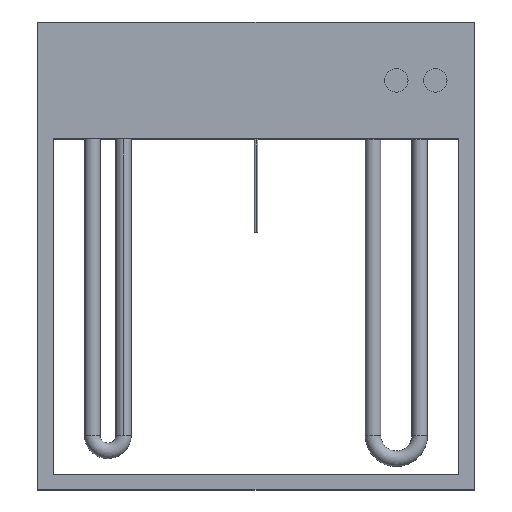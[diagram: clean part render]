
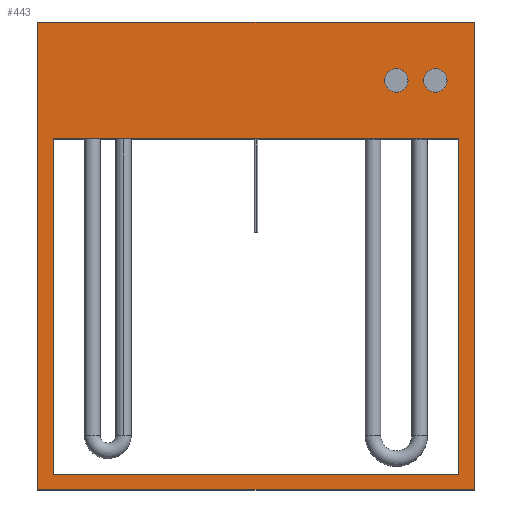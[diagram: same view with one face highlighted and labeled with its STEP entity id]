
A CAD part, top view. The second image highlights one B-rep face of the part: STEP entity #443.
In plain terms, the highlighted planar face has unit normal (0, 0, 1).
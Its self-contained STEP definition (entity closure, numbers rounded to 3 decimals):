
#3 = VERTEX_POINT ( 'NONE', #728 ) ;
#4 = CARTESIAN_POINT ( 'NONE',  ( 180., 225., 160. ) ) ;
#5 = DIRECTION ( 'NONE',  ( 1., 0., 0. ) ) ;
#31 = LINE ( 'NONE', #320, #105 ) ;
#35 = VECTOR ( 'NONE', #5, 1000. ) ;
#40 = CARTESIAN_POINT ( 'NONE',  ( 180., 225., 160. ) ) ;
#54 = ORIENTED_EDGE ( 'NONE', *, *, #586, .F. ) ;
#64 = ORIENTED_EDGE ( 'NONE', *, *, #464, .T. ) ;
#67 = EDGE_CURVE ( 'NONE', #756, #3, #723, .T. ) ;
#75 = AXIS2_PLACEMENT_3D ( 'NONE', #4, #157, #294 ) ;
#80 = FACE_OUTER_BOUND ( 'NONE', #121, .T. ) ;
#95 = ORIENTED_EDGE ( 'NONE', *, *, #143, .F. ) ;
#105 = VECTOR ( 'NONE', #541, 1000. ) ;
#115 = CARTESIAN_POINT ( 'NONE',  ( 260., -280., 160. ) ) ;
#121 = EDGE_LOOP ( 'NONE', ( #299, #855, #54, #136 ) ) ;
#136 = ORIENTED_EDGE ( 'NONE', *, *, #544, .F. ) ;
#143 = EDGE_CURVE ( 'NONE', #609, #637, #495, .T. ) ;
#157 = DIRECTION ( 'NONE',  ( 0., 0., 1. ) ) ;
#160 = DIRECTION ( 'NONE',  ( 1., 0., 0. ) ) ;
#165 = PLANE ( 'NONE',  #229 ) ;
#183 = VERTEX_POINT ( 'NONE', #440 ) ;
#198 = VERTEX_POINT ( 'NONE', #892 ) ;
#206 = DIRECTION ( 'NONE',  ( 1., 0., 0. ) ) ;
#212 = VERTEX_POINT ( 'NONE', #833 ) ;
#222 = EDGE_CURVE ( 'NONE', #272, #198, #31, .T. ) ;
#227 = DIRECTION ( 'NONE',  ( 0., -1., 0. ) ) ;
#229 = AXIS2_PLACEMENT_3D ( 'NONE', #685, #603, #160 ) ;
#231 = AXIS2_PLACEMENT_3D ( 'NONE', #295, #667, #519 ) ;
#237 = LINE ( 'NONE', #819, #509 ) ;
#238 = CARTESIAN_POINT ( 'NONE',  ( 260., 150., 160. ) ) ;
#272 = VERTEX_POINT ( 'NONE', #238 ) ;
#293 = VECTOR ( 'NONE', #889, 1000. ) ;
#294 = DIRECTION ( 'NONE',  ( 1., 0., 0. ) ) ;
#295 = CARTESIAN_POINT ( 'NONE',  ( 230., 225., 160. ) ) ;
#299 = ORIENTED_EDGE ( 'NONE', *, *, #634, .T. ) ;
#300 = LINE ( 'NONE', #671, #35 ) ;
#306 = CARTESIAN_POINT ( 'NONE',  ( 280., 300., 160. ) ) ;
#312 = VERTEX_POINT ( 'NONE', #415 ) ;
#320 = CARTESIAN_POINT ( 'NONE',  ( 260., -280., 160. ) ) ;
#330 = ORIENTED_EDGE ( 'NONE', *, *, #674, .T. ) ;
#353 = VERTEX_POINT ( 'NONE', #642 ) ;
#372 = VECTOR ( 'NONE', #227, 1000. ) ;
#389 = VECTOR ( 'NONE', #611, 1000. ) ;
#405 = VECTOR ( 'NONE', #206, 1000. ) ;
#407 = DIRECTION ( 'NONE',  ( -1., 0., 0. ) ) ;
#409 = ORIENTED_EDGE ( 'NONE', *, *, #914, .F. ) ;
#415 = CARTESIAN_POINT ( 'NONE',  ( 245., 225., 160. ) ) ;
#417 = DIRECTION ( 'NONE',  ( 1., 0., 0. ) ) ;
#420 = DIRECTION ( 'NONE',  ( 0., 0., 1. ) ) ;
#422 = CIRCLE ( 'NONE', #786, 15. ) ;
#427 = FACE_BOUND ( 'NONE', #876, .T. ) ;
#440 = CARTESIAN_POINT ( 'NONE',  ( -260., -280., 160. ) ) ;
#443 = ADVANCED_FACE ( 'Y�z2', ( #638, #920, #427, #80 ), #165, .T. ) ;
#449 = CARTESIAN_POINT ( 'NONE',  ( 165., 225., 160. ) ) ;
#453 = EDGE_LOOP ( 'NONE', ( #517, #95 ) ) ;
#454 = CARTESIAN_POINT ( 'NONE',  ( 195., 225., 160. ) ) ;
#455 = LINE ( 'NONE', #607, #389 ) ;
#464 = EDGE_CURVE ( 'NONE', #183, #353, #455, .T. ) ;
#495 = CIRCLE ( 'NONE', #75, 15. ) ;
#504 = EDGE_CURVE ( 'NONE', #353, #272, #237, .T. ) ;
#509 = VECTOR ( 'NONE', #534, 1000. ) ;
#510 = AXIS2_PLACEMENT_3D ( 'NONE', #40, #760, #417 ) ;
#512 = ORIENTED_EDGE ( 'NONE', *, *, #504, .T. ) ;
#517 = ORIENTED_EDGE ( 'NONE', *, *, #715, .F. ) ;
#519 = DIRECTION ( 'NONE',  ( 1., 0., 0. ) ) ;
#533 = CARTESIAN_POINT ( 'NONE',  ( 215., 225., 160. ) ) ;
#534 = DIRECTION ( 'NONE',  ( 1., 0., 0. ) ) ;
#540 = VERTEX_POINT ( 'NONE', #533 ) ;
#541 = DIRECTION ( 'NONE',  ( 0., -1., 0. ) ) ;
#543 = CARTESIAN_POINT ( 'NONE',  ( -280., -300., 160. ) ) ;
#544 = EDGE_CURVE ( 'Kenar2', #212, #791, #300, .T. ) ;
#586 = EDGE_CURVE ( 'NONE', #791, #3, #589, .T. ) ;
#589 = LINE ( 'NONE', #306, #293 ) ;
#603 = DIRECTION ( 'NONE',  ( 0., 0., 1. ) ) ;
#607 = CARTESIAN_POINT ( 'NONE',  ( -260., -280., 160. ) ) ;
#609 = VERTEX_POINT ( 'NONE', #454 ) ;
#611 = DIRECTION ( 'NONE',  ( 0., 1., 0. ) ) ;
#634 = EDGE_CURVE ( 'NONE', #212, #756, #668, .T. ) ;
#637 = VERTEX_POINT ( 'NONE', #449 ) ;
#638 = FACE_BOUND ( 'NONE', #683, .T. ) ;
#639 = CARTESIAN_POINT ( 'NONE',  ( -280., -300., 160. ) ) ;
#642 = CARTESIAN_POINT ( 'NONE',  ( -260., 150., 160. ) ) ;
#652 = DIRECTION ( 'NONE',  ( 1., 0., 0. ) ) ;
#667 = DIRECTION ( 'NONE',  ( 0., 0., 1. ) ) ;
#668 = LINE ( 'NONE', #880, #372 ) ;
#671 = CARTESIAN_POINT ( 'NONE',  ( -280., 300., 160. ) ) ;
#674 = EDGE_CURVE ( 'NONE', #198, #183, #839, .T. ) ;
#683 = EDGE_LOOP ( 'NONE', ( #803, #409 ) ) ;
#685 = CARTESIAN_POINT ( 'NONE',  ( 0., 0., 160. ) ) ;
#715 = EDGE_CURVE ( 'NONE', #637, #609, #800, .T. ) ;
#723 = LINE ( 'NONE', #639, #405 ) ;
#728 = CARTESIAN_POINT ( 'NONE',  ( 280., -300., 160. ) ) ;
#747 = ORIENTED_EDGE ( 'NONE', *, *, #222, .T. ) ;
#756 = VERTEX_POINT ( 'NONE', #543 ) ;
#760 = DIRECTION ( 'NONE',  ( 0., 0., 1. ) ) ;
#786 = AXIS2_PLACEMENT_3D ( 'NONE', #862, #420, #652 ) ;
#790 = CARTESIAN_POINT ( 'NONE',  ( 280., 300., 160. ) ) ;
#791 = VERTEX_POINT ( 'NONE', #790 ) ;
#800 = CIRCLE ( 'NONE', #510, 15. ) ;
#803 = ORIENTED_EDGE ( 'NONE', *, *, #864, .F. ) ;
#808 = VECTOR ( 'NONE', #407, 1000. ) ;
#819 = CARTESIAN_POINT ( 'NONE',  ( 260., 150., 160. ) ) ;
#833 = CARTESIAN_POINT ( 'NONE',  ( -280., 300., 160. ) ) ;
#839 = LINE ( 'NONE', #115, #808 ) ;
#855 = ORIENTED_EDGE ( 'NONE', *, *, #67, .T. ) ;
#862 = CARTESIAN_POINT ( 'NONE',  ( 230., 225., 160. ) ) ;
#864 = EDGE_CURVE ( 'NONE', #540, #312, #422, .T. ) ;
#876 = EDGE_LOOP ( 'NONE', ( #747, #330, #64, #512 ) ) ;
#880 = CARTESIAN_POINT ( 'NONE',  ( -280., 300., 160. ) ) ;
#889 = DIRECTION ( 'NONE',  ( 0., -1., 0. ) ) ;
#892 = CARTESIAN_POINT ( 'NONE',  ( 260., -280., 160. ) ) ;
#914 = EDGE_CURVE ( 'NONE', #312, #540, #929, .T. ) ;
#920 = FACE_BOUND ( 'NONE', #453, .T. ) ;
#929 = CIRCLE ( 'NONE', #231, 15. ) ;
